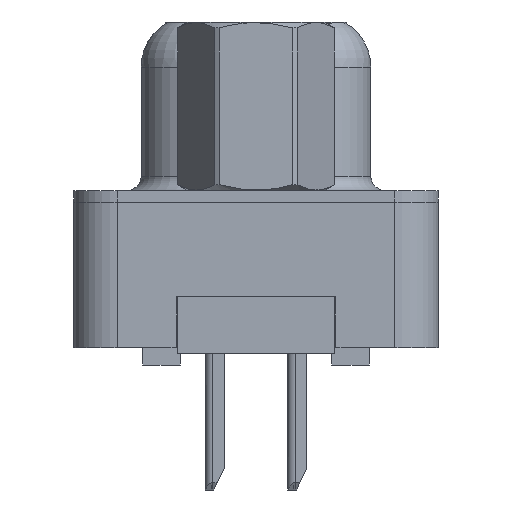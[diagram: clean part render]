
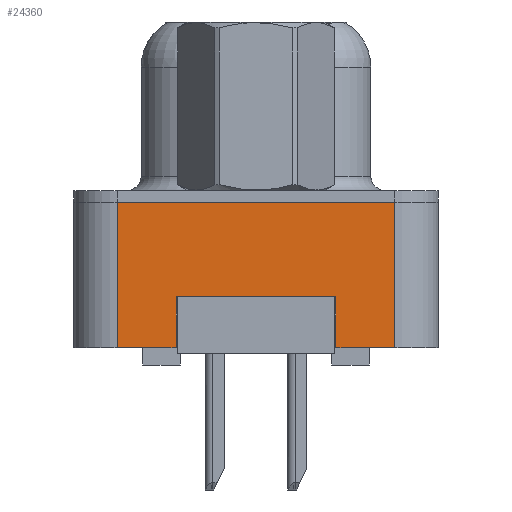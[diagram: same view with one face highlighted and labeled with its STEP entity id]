
A CAD part, left-side view. The second image highlights one B-rep face of the part: STEP entity #24360.
In plain terms, the highlighted planar face has unit normal (-1, 0, 0).
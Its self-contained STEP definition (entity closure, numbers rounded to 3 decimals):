
#418 = LINE ( 'NONE', #11774, #22644 ) ;
#590 = DIRECTION ( 'NONE',  ( 0., 0., 1. ) ) ;
#1365 = VECTOR ( 'NONE', #19348, 1000. ) ;
#1388 = CARTESIAN_POINT ( 'NONE',  ( -2.995, -4.775, 0. ) ) ;
#1830 = CARTESIAN_POINT ( 'NONE',  ( -2.995, -2.75, -3.25 ) ) ;
#1837 = CARTESIAN_POINT ( 'NONE',  ( -2.995, 2.75, -3.25 ) ) ;
#1850 = PLANE ( 'NONE',  #4987 ) ;
#2009 = ORIENTED_EDGE ( 'NONE', *, *, #6845, .T. ) ;
#2063 = VERTEX_POINT ( 'NONE', #22569 ) ;
#2442 = DIRECTION ( 'NONE',  ( 0., 0., 1. ) ) ;
#2474 = ORIENTED_EDGE ( 'NONE', *, *, #3445, .F. ) ;
#3271 = LINE ( 'NONE', #1388, #9383 ) ;
#3445 = EDGE_CURVE ( 'NONE', #5220, #20538, #418, .T. ) ;
#3659 = LINE ( 'NONE', #24831, #18357 ) ;
#3902 = CARTESIAN_POINT ( 'NONE',  ( -2.995, -4.775, -5. ) ) ;
#4636 = VERTEX_POINT ( 'NONE', #15387 ) ;
#4987 = AXIS2_PLACEMENT_3D ( 'NONE', #9569, #5747, #23392 ) ;
#5176 = DIRECTION ( 'NONE',  ( 0., 0., -1. ) ) ;
#5220 = VERTEX_POINT ( 'NONE', #21360 ) ;
#5743 = VECTOR ( 'NONE', #16458, 1000. ) ;
#5747 = DIRECTION ( 'NONE',  ( -1., 0., 0. ) ) ;
#6418 = CARTESIAN_POINT ( 'NONE',  ( -2.995, 4.775, 0. ) ) ;
#6786 = CARTESIAN_POINT ( 'NONE',  ( -2.995, -2.75, -5. ) ) ;
#6845 = EDGE_CURVE ( 'NONE', #4636, #13683, #16033, .T. ) ;
#7885 = EDGE_CURVE ( 'NONE', #5220, #2063, #21802, .T. ) ;
#7975 = EDGE_CURVE ( 'NONE', #20538, #13683, #3271, .T. ) ;
#9119 = EDGE_LOOP ( 'NONE', ( #19841, #21681, #2009, #9971, #2474, #19764, #23109, #22404 ) ) ;
#9383 = VECTOR ( 'NONE', #14922, 1000. ) ;
#9557 = DIRECTION ( 'NONE',  ( 0., 0., -1. ) ) ;
#9569 = CARTESIAN_POINT ( 'NONE',  ( -2.995, -4.775, -5. ) ) ;
#9971 = ORIENTED_EDGE ( 'NONE', *, *, #7975, .F. ) ;
#11774 = CARTESIAN_POINT ( 'NONE',  ( -2.995, 4.775, -5. ) ) ;
#13153 = LINE ( 'NONE', #20911, #15504 ) ;
#13324 = EDGE_CURVE ( 'NONE', #20783, #4636, #21271, .T. ) ;
#13683 = VERTEX_POINT ( 'NONE', #16133 ) ;
#13799 = VECTOR ( 'NONE', #590, 1000. ) ;
#13892 = CARTESIAN_POINT ( 'NONE',  ( -2.995, 2.75, -3.25 ) ) ;
#14783 = LINE ( 'NONE', #1837, #21217 ) ;
#14922 = DIRECTION ( 'NONE',  ( 0., -1., 0. ) ) ;
#15125 = VERTEX_POINT ( 'NONE', #13892 ) ;
#15387 = CARTESIAN_POINT ( 'NONE',  ( -2.995, -4.775, -5. ) ) ;
#15504 = VECTOR ( 'NONE', #18991, 1000. ) ;
#15692 = VERTEX_POINT ( 'NONE', #1830 ) ;
#16033 = LINE ( 'NONE', #21494, #13799 ) ;
#16133 = CARTESIAN_POINT ( 'NONE',  ( -2.995, -4.775, 0. ) ) ;
#16458 = DIRECTION ( 'NONE',  ( 0., -1., 0. ) ) ;
#17413 = EDGE_CURVE ( 'NONE', #15692, #15125, #13153, .T. ) ;
#17763 = EDGE_CURVE ( 'NONE', #15125, #2063, #14783, .T. ) ;
#18227 = CARTESIAN_POINT ( 'NONE',  ( -2.995, -4.775, -5. ) ) ;
#18357 = VECTOR ( 'NONE', #5176, 1000. ) ;
#18991 = DIRECTION ( 'NONE',  ( 0., 1., 0. ) ) ;
#19069 = EDGE_CURVE ( 'NONE', #15692, #20783, #3659, .T. ) ;
#19208 = FACE_OUTER_BOUND ( 'NONE', #9119, .T. ) ;
#19348 = DIRECTION ( 'NONE',  ( 0., -1., 0. ) ) ;
#19764 = ORIENTED_EDGE ( 'NONE', *, *, #7885, .T. ) ;
#19841 = ORIENTED_EDGE ( 'NONE', *, *, #19069, .T. ) ;
#20538 = VERTEX_POINT ( 'NONE', #6418 ) ;
#20783 = VERTEX_POINT ( 'NONE', #6786 ) ;
#20911 = CARTESIAN_POINT ( 'NONE',  ( -2.995, 2.75, -3.25 ) ) ;
#21217 = VECTOR ( 'NONE', #9557, 1000. ) ;
#21271 = LINE ( 'NONE', #3902, #1365 ) ;
#21360 = CARTESIAN_POINT ( 'NONE',  ( -2.995, 4.775, -5. ) ) ;
#21494 = CARTESIAN_POINT ( 'NONE',  ( -2.995, -4.775, -5. ) ) ;
#21681 = ORIENTED_EDGE ( 'NONE', *, *, #13324, .T. ) ;
#21802 = LINE ( 'NONE', #18227, #5743 ) ;
#22404 = ORIENTED_EDGE ( 'NONE', *, *, #17413, .F. ) ;
#22569 = CARTESIAN_POINT ( 'NONE',  ( -2.995, 2.75, -5. ) ) ;
#22644 = VECTOR ( 'NONE', #2442, 1000. ) ;
#23109 = ORIENTED_EDGE ( 'NONE', *, *, #17763, .F. ) ;
#23392 = DIRECTION ( 'NONE',  ( 0., 0., 1. ) ) ;
#24360 = ADVANCED_FACE ( 'NONE', ( #19208 ), #1850, .T. ) ;
#24831 = CARTESIAN_POINT ( 'NONE',  ( -2.995, -2.75, -3.25 ) ) ;
